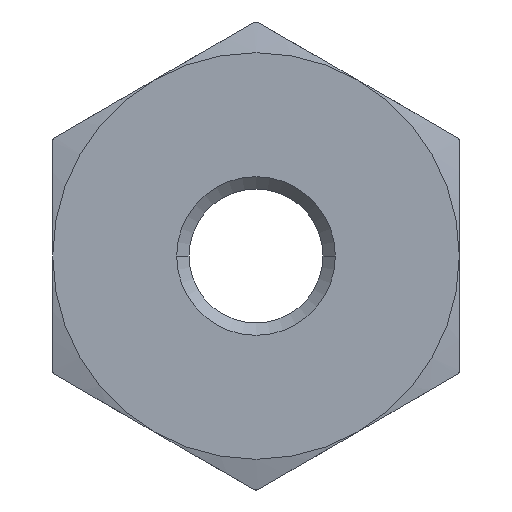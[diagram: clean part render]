
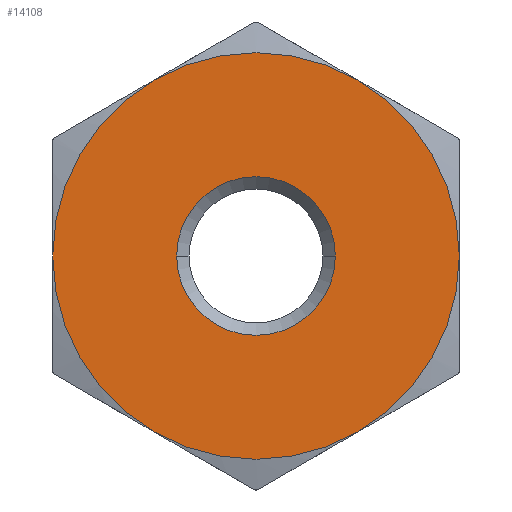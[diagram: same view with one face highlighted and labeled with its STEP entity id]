
A CAD part, front view. The second image highlights one B-rep face of the part: STEP entity #14108.
In plain terms, the highlighted planar face has unit normal (0, -1, 0).
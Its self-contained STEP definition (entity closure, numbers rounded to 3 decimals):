
#23 = DIRECTION ( 'NONE',  ( 1., 0., 0. ) ) ;
#24 = DIRECTION ( 'NONE',  ( 1., 0., 0. ) ) ;
#1039 = DIRECTION ( 'NONE',  ( 0., 1., 0. ) ) ;
#1622 = ORIENTED_EDGE ( 'NONE', *, *, #11190, .F. ) ;
#2049 = AXIS2_PLACEMENT_3D ( 'NONE', #6330, #12189, #14336 ) ;
#2117 = AXIS2_PLACEMENT_3D ( 'NONE', #14839, #10244, #23 ) ;
#2277 = FACE_OUTER_BOUND ( 'NONE', #9417, .T. ) ;
#2321 = ORIENTED_EDGE ( 'NONE', *, *, #13239, .T. ) ;
#2393 = AXIS2_PLACEMENT_3D ( 'NONE', #3969, #7273, #14176 ) ;
#3007 = AXIS2_PLACEMENT_3D ( 'NONE', #3679, #5140, #8537 ) ;
#3679 = CARTESIAN_POINT ( 'NONE',  ( 0., 0., 0. ) ) ;
#3711 = CIRCLE ( 'NONE', #9429, 13. ) ;
#3969 = CARTESIAN_POINT ( 'NONE',  ( 0., 0., 0. ) ) ;
#4016 = CARTESIAN_POINT ( 'NONE',  ( 0., 0., 0. ) ) ;
#4255 = AXIS2_PLACEMENT_3D ( 'NONE', #4657, #7001, #8149 ) ;
#4291 = EDGE_CURVE ( 'NONE', #12811, #9830, #13619, .T. ) ;
#4383 = CARTESIAN_POINT ( 'NONE',  ( 0., 0., 0. ) ) ;
#4566 = ORIENTED_EDGE ( 'NONE', *, *, #6591, .F. ) ;
#4657 = CARTESIAN_POINT ( 'NONE',  ( 0., 0., 0. ) ) ;
#4670 = CIRCLE ( 'NONE', #2049, 13. ) ;
#5069 = CIRCLE ( 'NONE', #4255, 13. ) ;
#5140 = DIRECTION ( 'NONE',  ( 0., -1., 0. ) ) ;
#5395 = CARTESIAN_POINT ( 'NONE',  ( -13., 0., 0. ) ) ;
#5555 = PLANE ( 'NONE',  #9085 ) ;
#5727 = EDGE_CURVE ( 'NONE', #9830, #6722, #3711, .T. ) ;
#6319 = DIRECTION ( 'NONE',  ( 0., -1., 0. ) ) ;
#6326 = CARTESIAN_POINT ( 'NONE',  ( 13., 0., 0. ) ) ;
#6330 = CARTESIAN_POINT ( 'NONE',  ( 0., 0., 0. ) ) ;
#6591 = EDGE_CURVE ( 'NONE', #8922, #14287, #7162, .T. ) ;
#6722 = VERTEX_POINT ( 'NONE', #14773 ) ;
#6728 = DIRECTION ( 'NONE',  ( 0., -1., 0. ) ) ;
#7001 = DIRECTION ( 'NONE',  ( 0., -1., 0. ) ) ;
#7162 = CIRCLE ( 'NONE', #10398, 5.073 ) ;
#7273 = DIRECTION ( 'NONE',  ( 0., -1., 0. ) ) ;
#7288 = CARTESIAN_POINT ( 'NONE',  ( -6.5, 0., -11.258 ) ) ;
#7290 = EDGE_CURVE ( 'NONE', #9142, #9620, #14626, .T. ) ;
#7481 = DIRECTION ( 'NONE',  ( 1., 0., 0. ) ) ;
#7614 = ORIENTED_EDGE ( 'NONE', *, *, #4291, .T. ) ;
#8149 = DIRECTION ( 'NONE',  ( 1., 0., 0. ) ) ;
#8267 = AXIS2_PLACEMENT_3D ( 'NONE', #4383, #6728, #10187 ) ;
#8537 = DIRECTION ( 'NONE',  ( 1., 0., 0. ) ) ;
#8619 = CARTESIAN_POINT ( 'NONE',  ( -5.073, 0., 0. ) ) ;
#8736 = ORIENTED_EDGE ( 'NONE', *, *, #10278, .T. ) ;
#8922 = VERTEX_POINT ( 'NONE', #12698 ) ;
#9085 = AXIS2_PLACEMENT_3D ( 'NONE', #12352, #1039, #14752 ) ;
#9142 = VERTEX_POINT ( 'NONE', #12757 ) ;
#9417 = EDGE_LOOP ( 'NONE', ( #7614, #14522, #8736, #2321, #14258, #9786 ) ) ;
#9429 = AXIS2_PLACEMENT_3D ( 'NONE', #13774, #10384, #24 ) ;
#9620 = VERTEX_POINT ( 'NONE', #10213 ) ;
#9786 = ORIENTED_EDGE ( 'NONE', *, *, #12490, .T. ) ;
#9830 = VERTEX_POINT ( 'NONE', #7288 ) ;
#10187 = DIRECTION ( 'NONE',  ( 1., 0., 0. ) ) ;
#10213 = CARTESIAN_POINT ( 'NONE',  ( -6.5, 0., 11.258 ) ) ;
#10244 = DIRECTION ( 'NONE',  ( 0., -1., 0. ) ) ;
#10278 = EDGE_CURVE ( 'NONE', #6722, #10439, #10591, .T. ) ;
#10384 = DIRECTION ( 'NONE',  ( 0., -1., 0. ) ) ;
#10398 = AXIS2_PLACEMENT_3D ( 'NONE', #4016, #6319, #7481 ) ;
#10439 = VERTEX_POINT ( 'NONE', #6326 ) ;
#10591 = CIRCLE ( 'NONE', #2117, 13. ) ;
#11190 = EDGE_CURVE ( 'NONE', #14287, #8922, #12530, .T. ) ;
#11436 = FACE_BOUND ( 'NONE', #11775, .T. ) ;
#11775 = EDGE_LOOP ( 'NONE', ( #4566, #1622 ) ) ;
#12189 = DIRECTION ( 'NONE',  ( 0., -1., 0. ) ) ;
#12352 = CARTESIAN_POINT ( 'NONE',  ( 0., 0., 0. ) ) ;
#12490 = EDGE_CURVE ( 'NONE', #9620, #12811, #5069, .T. ) ;
#12530 = CIRCLE ( 'NONE', #8267, 5.073 ) ;
#12698 = CARTESIAN_POINT ( 'NONE',  ( 5.073, 0., 0. ) ) ;
#12757 = CARTESIAN_POINT ( 'NONE',  ( 6.5, 0., 11.258 ) ) ;
#12811 = VERTEX_POINT ( 'NONE', #5395 ) ;
#13239 = EDGE_CURVE ( 'NONE', #10439, #9142, #4670, .T. ) ;
#13619 = CIRCLE ( 'NONE', #2393, 13. ) ;
#13774 = CARTESIAN_POINT ( 'NONE',  ( 0., 0., 0. ) ) ;
#14108 = ADVANCED_FACE ( 'NONE', ( #2277, #11436 ), #5555, .F. ) ;
#14176 = DIRECTION ( 'NONE',  ( 1., 0., 0. ) ) ;
#14258 = ORIENTED_EDGE ( 'NONE', *, *, #7290, .T. ) ;
#14287 = VERTEX_POINT ( 'NONE', #8619 ) ;
#14336 = DIRECTION ( 'NONE',  ( 1., 0., 0. ) ) ;
#14522 = ORIENTED_EDGE ( 'NONE', *, *, #5727, .T. ) ;
#14626 = CIRCLE ( 'NONE', #3007, 13. ) ;
#14752 = DIRECTION ( 'NONE',  ( 0., 0., 1. ) ) ;
#14773 = CARTESIAN_POINT ( 'NONE',  ( 6.5, 0., -11.258 ) ) ;
#14839 = CARTESIAN_POINT ( 'NONE',  ( 0., 0., 0. ) ) ;
